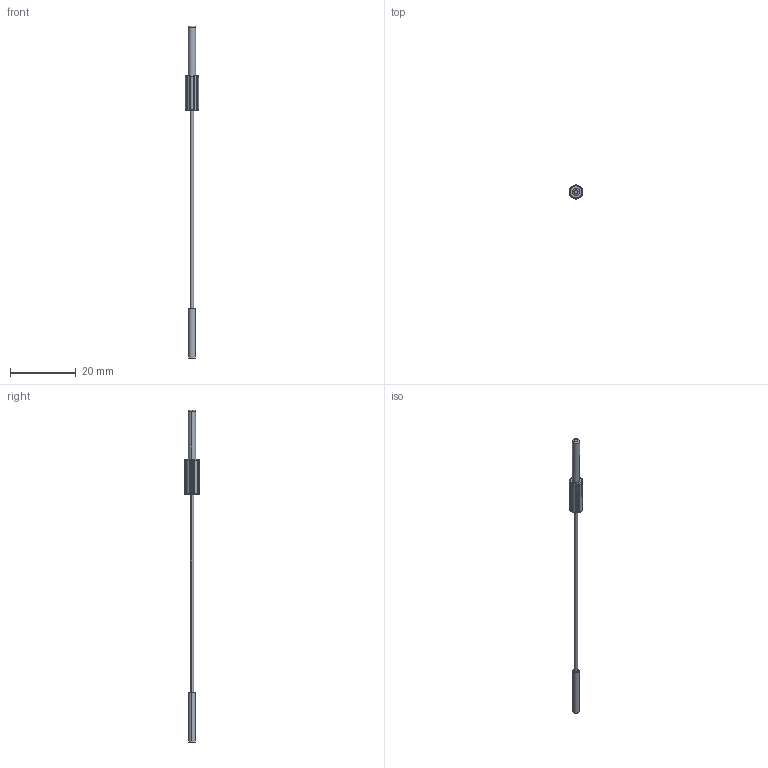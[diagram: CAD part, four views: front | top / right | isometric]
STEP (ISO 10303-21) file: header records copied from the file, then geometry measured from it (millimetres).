
FILE_DESCRIPTION((''),'2;1');
FILE_NAME('CAD2424_SW0001','2016-09-08T',('cmozuch'),(''),'PRO/ENGINEER BY PARAMETRIC TECHNOLOGY CORPORATION, 2015440','PRO/ENGINEER BY PARAMETRIC TECHNOLOGY CORPORATION, 2015440','');
FILE_SCHEMA(('CONFIG_CONTROL_DESIGN'));
Length unit declared in the file: millimetre
Products named in the file (1): CAD2424_SW0001
Bounding box: 4 x 4.31 x 100.7 mm (x, y, z)
Volume: 291.6 mm3; surface area: 569.9 mm2
Topology: 1 solids, 1 shells, 144 faces, 353 edges, 215 vertices
Faces by surface type: cylinder 70, bspline 48, torus 14, plane 12
Entity records: 14864 total; most frequent: CARTESIAN_POINT 10751, ORIENTED_EDGE 706, DIRECTION 522, EDGE_CURVE 353, AXIS2_PLACEMENT_3D 217, VERTEX_POINT 215, EDGE_LOOP 148, FACE_OUTER_BOUND 144
